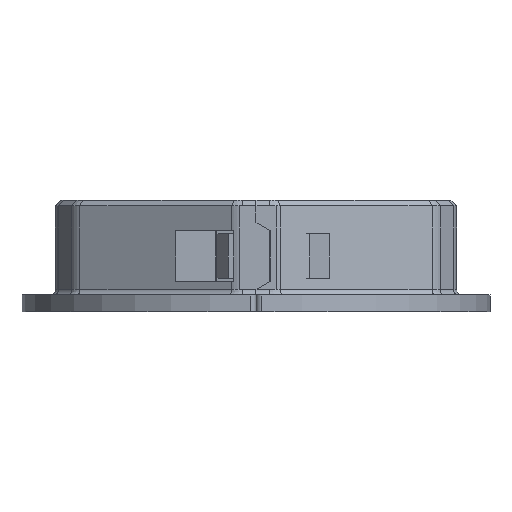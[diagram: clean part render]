
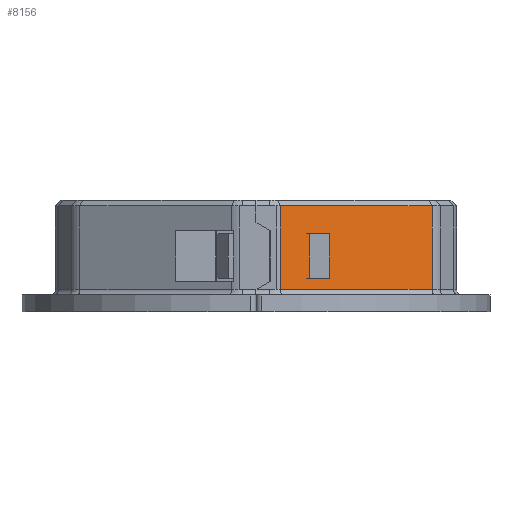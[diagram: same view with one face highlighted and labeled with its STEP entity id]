
A CAD part, front view. The second image highlights one B-rep face of the part: STEP entity #8156.
In plain terms, the highlighted planar face has unit normal (0.5, -0.866, 0).
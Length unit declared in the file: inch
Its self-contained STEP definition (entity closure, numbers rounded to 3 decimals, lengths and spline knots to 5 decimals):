
#305 = ORIENTED_EDGE ( 'NONE', *, *, #5294, .T. ) ;
#407 = LINE ( 'NONE', #6592, #1953 ) ;
#511 = VERTEX_POINT ( 'NONE', #17789 ) ;
#690 = LINE ( 'NONE', #16295, #988 ) ;
#955 = DIRECTION ( 'NONE',  ( 0.866, 0.5, 0. ) ) ;
#988 = VECTOR ( 'NONE', #9929, 39.37008 ) ;
#1255 = PLANE ( 'NONE',  #14876 ) ;
#1328 = ORIENTED_EDGE ( 'NONE', *, *, #14469, .T. ) ;
#1953 = VECTOR ( 'NONE', #19028, 39.37008 ) ;
#2582 = FACE_OUTER_BOUND ( 'NONE', #15613, .T. ) ;
#2666 = VERTEX_POINT ( 'NONE', #19211 ) ;
#3046 = LINE ( 'NONE', #9428, #16223 ) ;
#3250 = VECTOR ( 'NONE', #13901, 39.37008 ) ;
#3252 = CARTESIAN_POINT ( 'NONE',  ( 1.00978, 0.09121, -0.09877 ) ) ;
#3277 = VERTEX_POINT ( 'NONE', #15403 ) ;
#4108 = CARTESIAN_POINT ( 'NONE',  ( 1.52856, 0.39072, -0.02003 ) ) ;
#4131 = CARTESIAN_POINT ( 'NONE',  ( 1.00978, 0.09121, 0.05871 ) ) ;
#4169 = EDGE_CURVE ( 'NONE', #11200, #511, #690, .T. ) ;
#4283 = VERTEX_POINT ( 'NONE', #6766 ) ;
#4295 = LINE ( 'NONE', #10493, #11990 ) ;
#5294 = EDGE_CURVE ( 'NONE', #9576, #3277, #3046, .T. ) ;
#5614 = ORIENTED_EDGE ( 'NONE', *, *, #4169, .T. ) ;
#5666 = CARTESIAN_POINT ( 'NONE',  ( 1.52856, 0.39072, 0.15714 ) ) ;
#6592 = CARTESIAN_POINT ( 'NONE',  ( 1.4421, 0.3408, -0.02003 ) ) ;
#6766 = CARTESIAN_POINT ( 'NONE',  ( 1.00978, 0.09121, -0.09877 ) ) ;
#7199 = LINE ( 'NONE', #5666, #19066 ) ;
#7325 = EDGE_CURVE ( 'NONE', #10822, #11200, #10575, .T. ) ;
#7614 = ORIENTED_EDGE ( 'NONE', *, *, #9316, .T. ) ;
#7758 = EDGE_CURVE ( 'NONE', #2666, #11387, #7199, .T. ) ;
#7759 = VECTOR ( 'NONE', #9966, 39.37008 ) ;
#8156 = ADVANCED_FACE ( 'NONE', ( #16451, #2582 ), #1255, .T. ) ;
#8384 = ORIENTED_EDGE ( 'NONE', *, *, #7325, .T. ) ;
#8639 = CARTESIAN_POINT ( 'NONE',  ( 1.07797, 0.13058, 0.05871 ) ) ;
#9302 = CARTESIAN_POINT ( 'NONE',  ( 0.90636, 0.0315, 0.15714 ) ) ;
#9316 = EDGE_CURVE ( 'NONE', #4283, #10822, #12476, .T. ) ;
#9367 = VECTOR ( 'NONE', #19973, 39.37008 ) ;
#9428 = CARTESIAN_POINT ( 'NONE',  ( 1.35139, 0.28844, -0.13814 ) ) ;
#9576 = VERTEX_POINT ( 'NONE', #13254 ) ;
#9722 = EDGE_LOOP ( 'NONE', ( #7614, #8384, #5614, #13136 ) ) ;
#9929 = DIRECTION ( 'NONE',  ( 0., 0., -1. ) ) ;
#9966 = DIRECTION ( 'NONE',  ( 0., 0., -1. ) ) ;
#10493 = CARTESIAN_POINT ( 'NONE',  ( 1.52856, 0.39072, -0.09877 ) ) ;
#10575 = LINE ( 'NONE', #11885, #9367 ) ;
#10822 = VERTEX_POINT ( 'NONE', #4131 ) ;
#10893 = ORIENTED_EDGE ( 'NONE', *, *, #19936, .T. ) ;
#11200 = VERTEX_POINT ( 'NONE', #8639 ) ;
#11387 = VERTEX_POINT ( 'NONE', #9302 ) ;
#11863 = DIRECTION ( 'NONE',  ( -0.866, -0.5, 0. ) ) ;
#11885 = CARTESIAN_POINT ( 'NONE',  ( 1.52856, 0.39072, 0.05871 ) ) ;
#11990 = VECTOR ( 'NONE', #16647, 39.37008 ) ;
#12476 = LINE ( 'NONE', #3252, #3250 ) ;
#13136 = ORIENTED_EDGE ( 'NONE', *, *, #19474, .T. ) ;
#13254 = CARTESIAN_POINT ( 'NONE',  ( 0.90636, 0.0315, -0.13814 ) ) ;
#13901 = DIRECTION ( 'NONE',  ( 0., 0., 1. ) ) ;
#14469 = EDGE_CURVE ( 'NONE', #11387, #9576, #18022, .T. ) ;
#14620 = CARTESIAN_POINT ( 'NONE',  ( 0.90636, 0.0315, -0.02003 ) ) ;
#14876 = AXIS2_PLACEMENT_3D ( 'NONE', #4108, #14949, #955 ) ;
#14949 = DIRECTION ( 'NONE',  ( 0.5, -0.866, 0. ) ) ;
#15401 = DIRECTION ( 'NONE',  ( 0.866, 0.5, 0. ) ) ;
#15403 = CARTESIAN_POINT ( 'NONE',  ( 1.4421, 0.3408, -0.13814 ) ) ;
#15613 = EDGE_LOOP ( 'NONE', ( #305, #10893, #16123, #1328 ) ) ;
#16123 = ORIENTED_EDGE ( 'NONE', *, *, #7758, .T. ) ;
#16223 = VECTOR ( 'NONE', #15401, 39.37008 ) ;
#16295 = CARTESIAN_POINT ( 'NONE',  ( 1.07797, 0.13058, 0.05871 ) ) ;
#16451 = FACE_BOUND ( 'NONE', #9722, .T. ) ;
#16647 = DIRECTION ( 'NONE',  ( -0.866, -0.5, 0. ) ) ;
#17789 = CARTESIAN_POINT ( 'NONE',  ( 1.07797, 0.13058, -0.09877 ) ) ;
#18022 = LINE ( 'NONE', #14620, #7759 ) ;
#19028 = DIRECTION ( 'NONE',  ( 0., 0., 1. ) ) ;
#19066 = VECTOR ( 'NONE', #11863, 39.37008 ) ;
#19211 = CARTESIAN_POINT ( 'NONE',  ( 1.4421, 0.3408, 0.15714 ) ) ;
#19474 = EDGE_CURVE ( 'NONE', #511, #4283, #4295, .T. ) ;
#19936 = EDGE_CURVE ( 'NONE', #3277, #2666, #407, .T. ) ;
#19973 = DIRECTION ( 'NONE',  ( 0.866, 0.5, 0. ) ) ;
